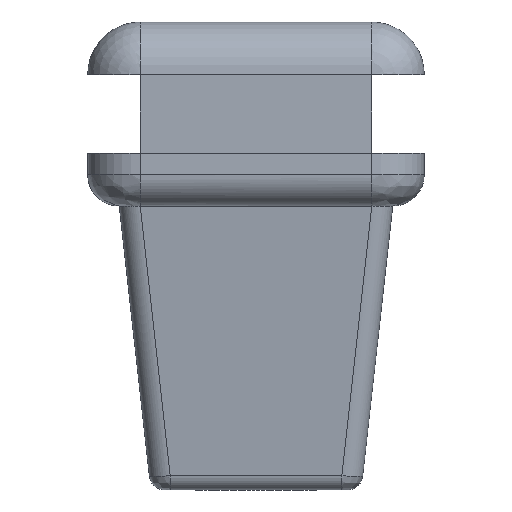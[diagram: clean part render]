
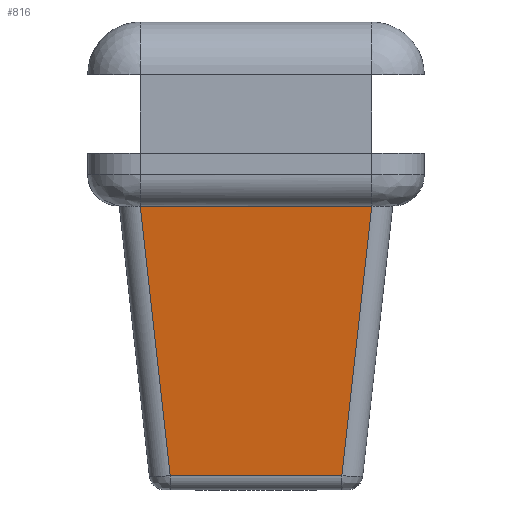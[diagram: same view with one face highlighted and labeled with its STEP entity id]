
A CAD part, front view. The second image highlights one B-rep face of the part: STEP entity #816.
In plain terms, the highlighted planar face has unit normal (0, -0.996, -0.092).
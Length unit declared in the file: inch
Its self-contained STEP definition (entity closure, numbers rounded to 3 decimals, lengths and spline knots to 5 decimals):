
#43=PLANE('',#906);
#67=LINE('',#1257,#129);
#99=LINE('',#1620,#161);
#100=LINE('',#1639,#162);
#110=LINE('',#1659,#172);
#129=VECTOR('',#985,39.37008);
#161=VECTOR('',#1067,39.37008);
#162=VECTOR('',#1070,39.37008);
#172=VECTOR('',#1092,39.37008);
#244=FACE_OUTER_BOUND('',#297,.T.);
#297=EDGE_LOOP('',(#683,#684,#685,#686));
#371=VERTEX_POINT('',#1210);
#375=VERTEX_POINT('',#1241);
#400=VERTEX_POINT('',#1539);
#408=VERTEX_POINT('',#1622);
#445=EDGE_CURVE('',#371,#375,#67,.T.);
#498=EDGE_CURVE('',#375,#400,#99,.T.);
#500=EDGE_CURVE('',#400,#408,#100,.T.);
#510=EDGE_CURVE('',#371,#408,#110,.T.);
#683=ORIENTED_EDGE('',*,*,#500,.T.);
#684=ORIENTED_EDGE('',*,*,#510,.F.);
#685=ORIENTED_EDGE('',*,*,#445,.T.);
#686=ORIENTED_EDGE('',*,*,#498,.T.);
#816=ADVANCED_FACE('',(#244),#43,.T.);
#906=AXIS2_PLACEMENT_3D('',#1658,#1090,#1091);
#985=DIRECTION('',(0.11,-0.092,0.99));
#1067=DIRECTION('',(-1.,0.,0.));
#1070=DIRECTION('',(0.11,0.092,-0.99));
#1090=DIRECTION('center_axis',(0.,-0.996,-0.092));
#1091=DIRECTION('ref_axis',(0.,0.092,-0.996));
#1092=DIRECTION('',(-1.,0.,0.));
#1210=CARTESIAN_POINT('',(0.06425,-0.04036,-0.3003));
#1241=CARTESIAN_POINT('',(0.08665,-0.05906,-0.09843));
#1257=CARTESIAN_POINT('',(0.06425,-0.04036,-0.3003));
#1539=CARTESIAN_POINT('',(-0.08665,-0.05906,-0.09843));
#1620=CARTESIAN_POINT('',(0.,-0.05906,-0.09843));
#1622=CARTESIAN_POINT('',(-0.06425,-0.04036,-0.3003));
#1639=CARTESIAN_POINT('',(-0.08665,-0.05906,-0.09843));
#1658=CARTESIAN_POINT('Origin',(0.,-0.04921,-0.20472));
#1659=CARTESIAN_POINT('',(0.07942,-0.04036,-0.3003));
